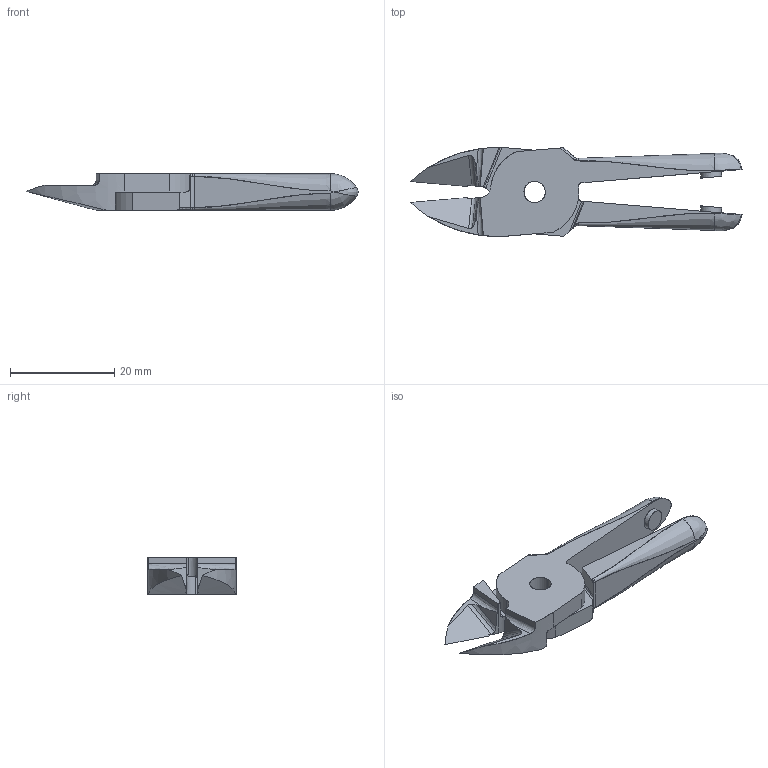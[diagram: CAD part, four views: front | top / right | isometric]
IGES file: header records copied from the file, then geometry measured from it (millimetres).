
Start section: SolidWorks IGES file using analytic representation for surfaces
Global section: file name: N3AP.IGS; native system: SolidWorks 2007; preprocessor: SolidWorks 2007; author: Administrator; date: 070130.105207; units: millimetre
Bounding box: 63.69 x 17.06 x 7 mm (x, y, z)
Surface area: 3212.8 mm2 (no closed solid volume)
Topology: 0 solids, 0 shells, 106 faces, 1195 edges, 1193 vertices
Faces by surface type: bspline 58, revolution 48
